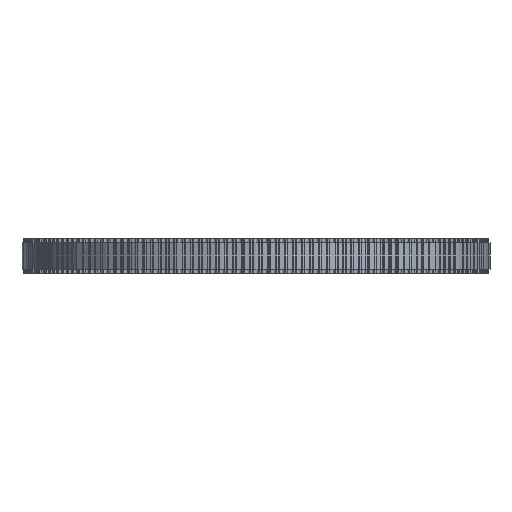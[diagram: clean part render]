
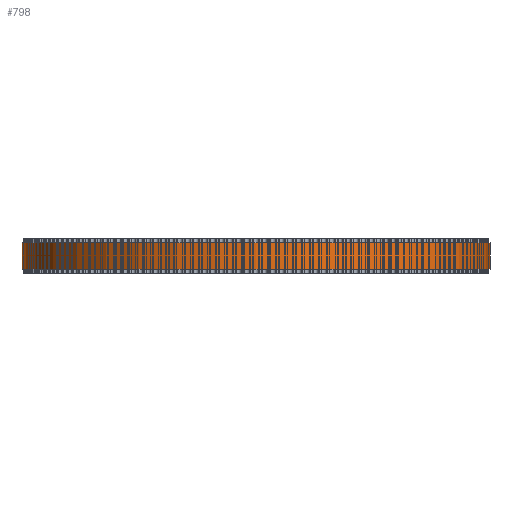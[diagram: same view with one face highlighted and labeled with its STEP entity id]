
A CAD part, front view. The second image highlights one B-rep face of the part: STEP entity #798.
In plain terms, the highlighted cylindrical face has radius 53.794 mm (diameter 107.589 mm), a full revolution.
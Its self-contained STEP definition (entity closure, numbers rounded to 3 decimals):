
#97=FACE_BOUND('',#2832,.T.);
#98=FACE_BOUND('',#2833,.T.);
#798=ADVANCED_FACE('',(#97,#98),#1475,.T.);
#1475=CYLINDRICAL_SURFACE('',#15015,53.794);
#2832=EDGE_LOOP('',(#8242));
#2833=EDGE_LOOP('',(#8243));
#8242=ORIENTED_EDGE('',*,*,#11626,.T.);
#8243=ORIENTED_EDGE('',*,*,#11627,.T.);
#9596=VERTEX_POINT('',#23820);
#9597=VERTEX_POINT('',#23822);
#11626=EDGE_CURVE('',#9596,#9596,#12980,.T.);
#11627=EDGE_CURVE('',#9597,#9597,#12981,.T.);
#12980=CIRCLE('',#15013,53.794);
#12981=CIRCLE('',#15014,53.794);
#15013=AXIS2_PLACEMENT_3D('',#23819,#19754,#19755);
#15014=AXIS2_PLACEMENT_3D('',#23821,#19756,#19757);
#15015=AXIS2_PLACEMENT_3D('',#23823,#19758,#19759);
#19754=DIRECTION('',(0.,0.,1.));
#19755=DIRECTION('',(1.,0.,0.));
#19756=DIRECTION('',(0.,0.,-1.));
#19757=DIRECTION('',(1.,0.,0.));
#19758=DIRECTION('',(0.,0.,1.));
#19759=DIRECTION('',(1.,0.,0.));
#23819=CARTESIAN_POINT('',(0.,0.,1.));
#23820=CARTESIAN_POINT('',(53.794,0.,1.));
#23821=CARTESIAN_POINT('',(0.,0.,7.));
#23822=CARTESIAN_POINT('',(53.794,0.,7.));
#23823=CARTESIAN_POINT('',(0.,0.,1.));
